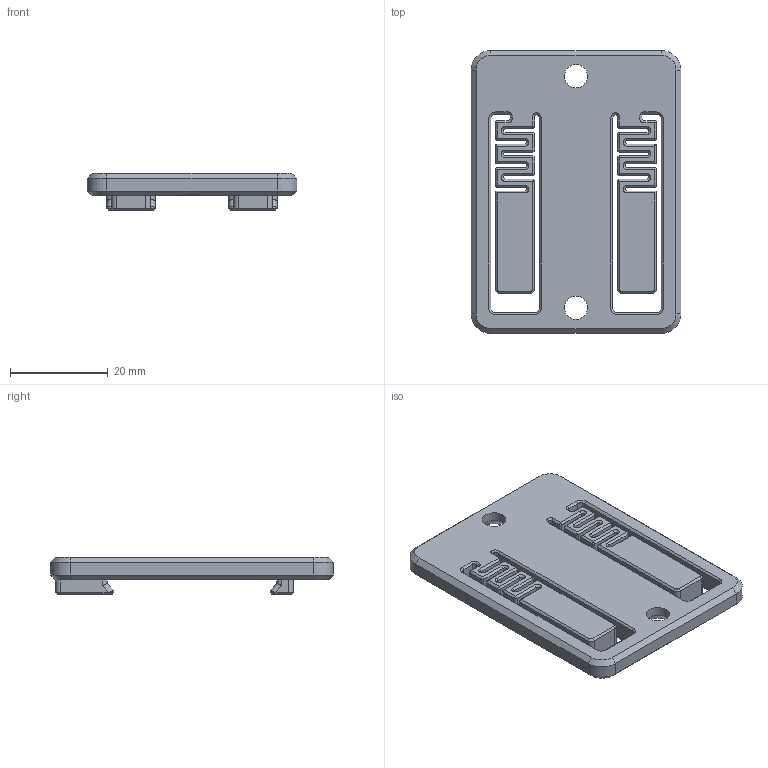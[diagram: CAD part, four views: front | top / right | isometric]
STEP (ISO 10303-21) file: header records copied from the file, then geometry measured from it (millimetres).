
FILE_DESCRIPTION(/* description */ (''),/* implementation_level */ '2;1');
FILE_NAME(/* name */ 'SSR DIN Rail Mount v1.step',/* time_stamp */ '2024-07-19T14:02:39-06:00',/* author */ (''),/* organization */ (''),/* preprocessor_version */ 'ST-DEVELOPER v20',/* originating_system */ 'Autodesk Translation Framework v13.14.0.145',/* authorisation */ '');
FILE_SCHEMA (('AUTOMOTIVE_DESIGN { 1 0 10303 214 3 1 1 }'));
Length unit declared in the file: millimetre
Products named in the file (1): SSR DIN Rail Mount
Bounding box: 43 x 58 x 7.6 mm (x, y, z)
Volume: 10327.8 mm3; surface area: 7565.5 mm2
Topology: 1 solids, 1 shells, 436 faces, 1026 edges, 538 vertices
Faces by surface type: plane 212, cone 134, cylinder 90
Full cylindrical faces by diameter (mm): 4.8 x2
Entity records: 11692 total; most frequent: DIRECTION 2098, CARTESIAN_POINT 1953, ORIENTED_EDGE 1948, EDGE_CURVE 974, LINE 720, VECTOR 720, AXIS2_PLACEMENT_3D 689, VERTEX_POINT 538
